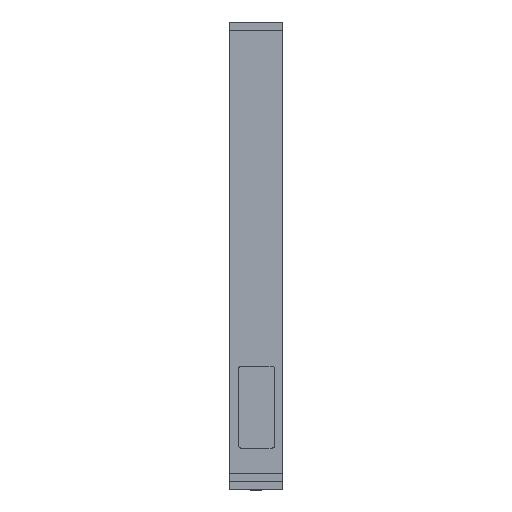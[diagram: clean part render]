
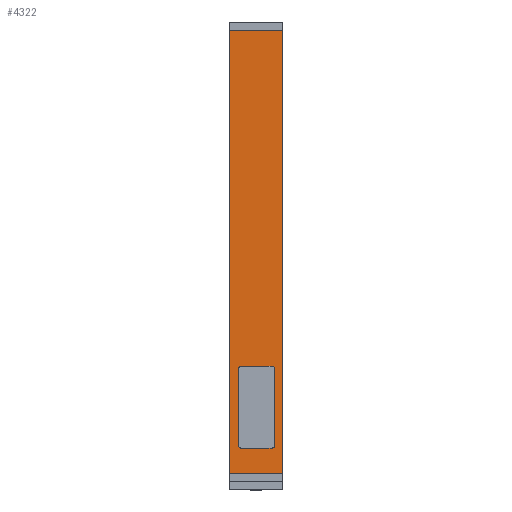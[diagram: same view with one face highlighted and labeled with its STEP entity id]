
A CAD part, left-side view. The second image highlights one B-rep face of the part: STEP entity #4322.
In plain terms, the highlighted planar face has unit normal (-1, 0, 0).
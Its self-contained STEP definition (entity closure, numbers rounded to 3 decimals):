
#69=FACE_BOUND('',#580,.T.);
#267=FACE_OUTER_BOUND('',#579,.T.);
#579=EDGE_LOOP('',(#2825,#2826,#2827,#2828));
#580=EDGE_LOOP('',(#2829,#2830,#2831,#2832,#2833,#2834,#2835,#2836));
#945=LINE('',#6609,#1233);
#946=LINE('',#6613,#1234);
#947=LINE('',#6617,#1235);
#948=LINE('',#6620,#1236);
#979=LINE('',#6749,#1267);
#981=LINE('',#6753,#1269);
#982=LINE('',#6755,#1270);
#983=LINE('',#6756,#1271);
#1233=VECTOR('',#5201,10.);
#1234=VECTOR('',#5204,10.);
#1235=VECTOR('',#5207,10.);
#1236=VECTOR('',#5210,10.);
#1267=VECTOR('',#5345,10.);
#1269=VECTOR('',#5349,10.);
#1270=VECTOR('',#5350,10.);
#1271=VECTOR('',#5351,10.);
#1521=CIRCLE('',#4625,2.);
#1522=CIRCLE('',#4626,2.);
#1523=CIRCLE('',#4627,2.);
#1524=CIRCLE('',#4628,2.);
#1793=VERTEX_POINT('',#6605);
#1794=VERTEX_POINT('',#6606);
#1795=VERTEX_POINT('',#6608);
#1796=VERTEX_POINT('',#6610);
#1797=VERTEX_POINT('',#6612);
#1798=VERTEX_POINT('',#6614);
#1799=VERTEX_POINT('',#6616);
#1800=VERTEX_POINT('',#6618);
#1845=VERTEX_POINT('',#6746);
#1846=VERTEX_POINT('',#6748);
#1847=VERTEX_POINT('',#6752);
#1848=VERTEX_POINT('',#6754);
#2171=EDGE_CURVE('',#1793,#1794,#1521,.T.);
#2172=EDGE_CURVE('',#1795,#1793,#945,.T.);
#2173=EDGE_CURVE('',#1796,#1795,#1522,.T.);
#2174=EDGE_CURVE('',#1797,#1796,#946,.T.);
#2175=EDGE_CURVE('',#1798,#1797,#1523,.T.);
#2176=EDGE_CURVE('',#1799,#1798,#947,.T.);
#2177=EDGE_CURVE('',#1800,#1799,#1524,.T.);
#2178=EDGE_CURVE('',#1794,#1800,#948,.T.);
#2239=EDGE_CURVE('',#1846,#1845,#979,.T.);
#2241=EDGE_CURVE('',#1847,#1845,#981,.T.);
#2242=EDGE_CURVE('',#1848,#1847,#982,.T.);
#2243=EDGE_CURVE('',#1846,#1848,#983,.T.);
#2825=ORIENTED_EDGE('',*,*,#2241,.F.);
#2826=ORIENTED_EDGE('',*,*,#2242,.F.);
#2827=ORIENTED_EDGE('',*,*,#2243,.F.);
#2828=ORIENTED_EDGE('',*,*,#2239,.T.);
#2829=ORIENTED_EDGE('',*,*,#2171,.T.);
#2830=ORIENTED_EDGE('',*,*,#2178,.T.);
#2831=ORIENTED_EDGE('',*,*,#2177,.T.);
#2832=ORIENTED_EDGE('',*,*,#2176,.T.);
#2833=ORIENTED_EDGE('',*,*,#2175,.T.);
#2834=ORIENTED_EDGE('',*,*,#2174,.T.);
#2835=ORIENTED_EDGE('',*,*,#2173,.T.);
#2836=ORIENTED_EDGE('',*,*,#2172,.T.);
#3839=PLANE('',#4681);
#4322=ADVANCED_FACE('',(#267,#69),#3839,.T.);
#4625=AXIS2_PLACEMENT_3D('',#6607,#5199,#5200);
#4626=AXIS2_PLACEMENT_3D('',#6611,#5202,#5203);
#4627=AXIS2_PLACEMENT_3D('',#6615,#5205,#5206);
#4628=AXIS2_PLACEMENT_3D('',#6619,#5208,#5209);
#4681=AXIS2_PLACEMENT_3D('',#6751,#5347,#5348);
#5199=DIRECTION('center_axis',(1.,0.,0.));
#5200=DIRECTION('ref_axis',(0.,-0.707,0.707));
#5201=DIRECTION('',(0.,-1.,0.));
#5202=DIRECTION('center_axis',(1.,0.,0.));
#5203=DIRECTION('ref_axis',(0.,0.707,0.707));
#5204=DIRECTION('',(0.,0.,1.));
#5205=DIRECTION('center_axis',(1.,0.,0.));
#5206=DIRECTION('ref_axis',(0.,0.707,-0.707));
#5207=DIRECTION('',(0.,1.,0.));
#5208=DIRECTION('center_axis',(1.,0.,0.));
#5209=DIRECTION('ref_axis',(0.,-0.707,-0.707));
#5210=DIRECTION('',(0.,0.,-1.));
#5345=DIRECTION('',(0.,0.,-1.));
#5347=DIRECTION('center_axis',(-1.,0.,0.));
#5348=DIRECTION('ref_axis',(0.,0.,
-1.));
#5349=DIRECTION('',(0.,1.,0.));
#5350=DIRECTION('',(0.,0.,-1.));
#5351=DIRECTION('',(0.,-1.,0.));
#6605=CARTESIAN_POINT('',(0.,-12.,86.));
#6606=CARTESIAN_POINT('',(0.,-14.,84.));
#6607=CARTESIAN_POINT('Origin',(0.,-12.,84.));
#6608=CARTESIAN_POINT('',(0.,11.,86.));
#6609=CARTESIAN_POINT('',(0.,3.,86.));
#6610=CARTESIAN_POINT('',(0.,13.,84.));
#6611=CARTESIAN_POINT('Origin',(0.,11.,84.));
#6612=CARTESIAN_POINT('',(0.,13.,27.));
#6613=CARTESIAN_POINT('',(0.,13.,211.5));
#6614=CARTESIAN_POINT('',(0.,11.,25.));
#6615=CARTESIAN_POINT('Origin',(0.,11.,27.));
#6616=CARTESIAN_POINT('',(0.,-12.,25.));
#6617=CARTESIAN_POINT('',(0.,16.5,25.));
#6618=CARTESIAN_POINT('',(0.,-14.,27.));
#6619=CARTESIAN_POINT('Origin',(0.,-12.,27.));
#6620=CARTESIAN_POINT('',(0.,-14.,181.));
#6746=CARTESIAN_POINT('',(0.,20.,6.));
#6748=CARTESIAN_POINT('',(0.,20.,337.));
#6749=CARTESIAN_POINT('',(0.,20.,337.));
#6751=CARTESIAN_POINT('Origin',(0.,20.,337.));
#6752=CARTESIAN_POINT('',(0.,-20.,6.));
#6753=CARTESIAN_POINT('',(0.,20.,6.));
#6754=CARTESIAN_POINT('',(0.,-20.,337.));
#6755=CARTESIAN_POINT('',(0.,-20.,337.));
#6756=CARTESIAN_POINT('',(0.,20.,337.));
